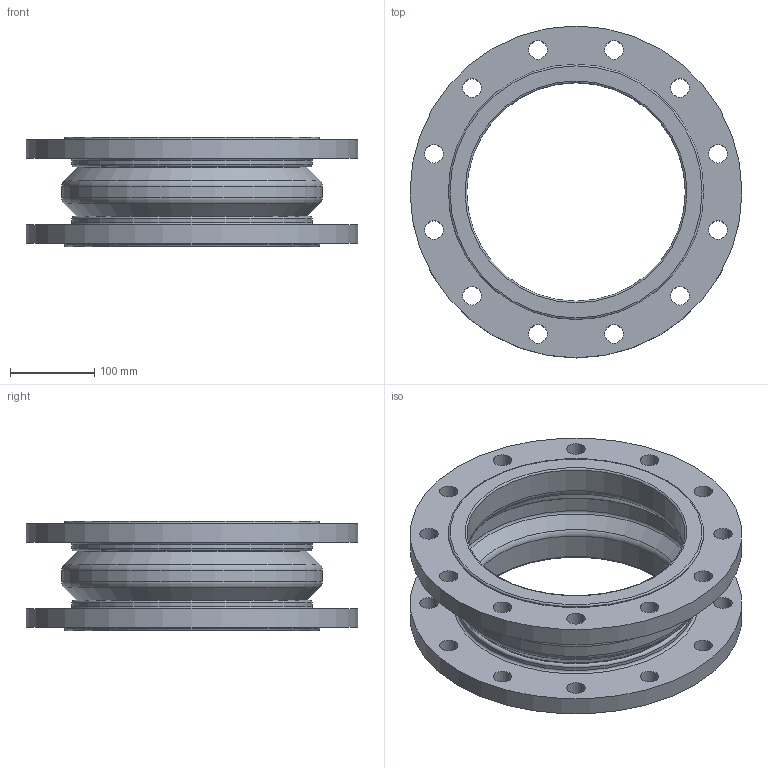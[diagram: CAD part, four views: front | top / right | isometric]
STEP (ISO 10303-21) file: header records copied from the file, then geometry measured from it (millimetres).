
FILE_DESCRIPTION(/* description */ (''),/* implementation_level */ '2;1');
FILE_NAME(/* name */ 'G_0250_130_010_HKS-G.stp',/* time_stamp */ '2022-07-04T15:11:28+02:00',/* author */ ('TKopatzki'),/* organization */ (''),/* preprocessor_version */ 'ST-DEVELOPER v19',/* originating_system */ 'Autodesk Inventor 2023',/* authorisation */ '');
FILE_SCHEMA (('AUTOMOTIVE_DESIGN { 1 0 10303 214 3 1 1 }'));
Length unit declared in the file: millimetre
Products named in the file (3): G_0250_130_010_HKS-G; GK_G_DN250_Balg; GK_R_DN250_Flansch_rund
Assembly tree (3 placements, depth 2):
  G_0250_130_010_HKS-G
    GK_G_DN250_Balg
    GK_R_DN250_Flansch_rund  x2
Bounding box: 395 x 395 x 130 mm (x, y, z)
Volume: 3583722 mm3; surface area: 747326.2 mm2
Topology: 3 solids, 3 shells, 96 faces, 244 edges, 162 vertices
Faces by surface type: cylinder 44, torus 34, plane 14, cone 4
Full cylindrical faces by diameter (mm): 22 x24, 260 x2, 269 x2, 270 x2, 279 x2, 280 x2, 286 x2, 296 x1, 304 x4, 310 x1, 395 x2
Entity records: 2341 total; most frequent: DIRECTION 463, CARTESIAN_POINT 362, ORIENTED_EDGE 346, AXIS2_PLACEMENT_3D 216, EDGE_CURVE 173, CIRCLE 142, VERTEX_POINT 115, EDGE_LOOP 102
